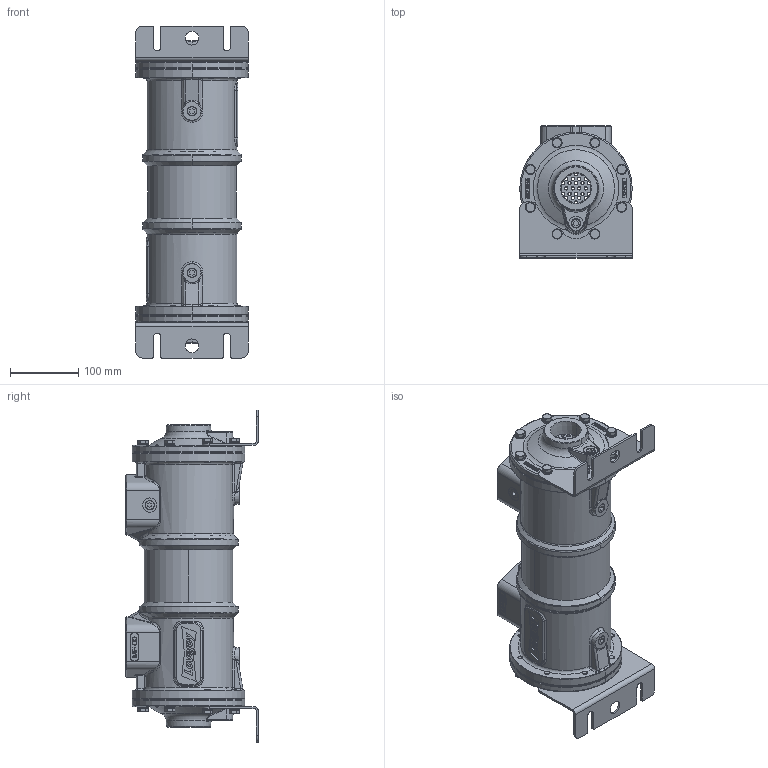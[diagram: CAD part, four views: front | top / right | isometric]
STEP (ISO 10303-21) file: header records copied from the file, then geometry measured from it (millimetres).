
FILE_DESCRIPTION((''),'2;1');
FILE_NAME('84527103261_ASM','2013-06-24T',('ppetruska'),(''),'PRO/ENGINEER BY PARAMETRIC TECHNOLOGY CORPORATION, 2012480','PRO/ENGINEER BY PARAMETRIC TECHNOLOGY CORPORATION, 2012480','');
FILE_SCHEMA(('CONFIG_CONTROL_DESIGN'));
Products named in the file (14): 84527108808_AF1; 84527108807_AF0_ASM; 84527108806_ASM; 84527102997; SIZE_125_WR; 84527108810; 84527108827_AF0; 84527103019_ASM; 84527108796; 84527108794; 84527103004; 84527103011; 68514457302; 84527103261_ASM
Assembly tree (52 placements, depth 4):
  84527103261_ASM
    84527108806_ASM  x2
      84527108807_AF0_ASM
        84527108808_AF1
    84527102997
    SIZE_125_WR  x2
    84527108810  x2
    84527103019_ASM  x2
      84527108827_AF0
    84527108796  x2
    84527108794  x16
    84527103004  x8
    84527103011  x6
    68514457302  x8
Bounding box: 165 x 194.01 x 487 mm (x, y, z)
Volume: 2278381.7 mm3; surface area: 715888.4 mm2
Topology: 49 solids, 49 shells, 3414 faces, 8616 edges, 5392 vertices
Faces by surface type: plane 1540, cylinder 884, cone 722, bspline 168, torus 54, extrusion 28, sphere 18
Entity records: 51121 total; most frequent: CARTESIAN_POINT 13466, DIRECTION 7795, ORIENTED_EDGE 7692, EDGE_CURVE 3846, AXIS2_PLACEMENT_3D 2720, VERTEX_POINT 2420, VECTOR 2355, LINE 2341
